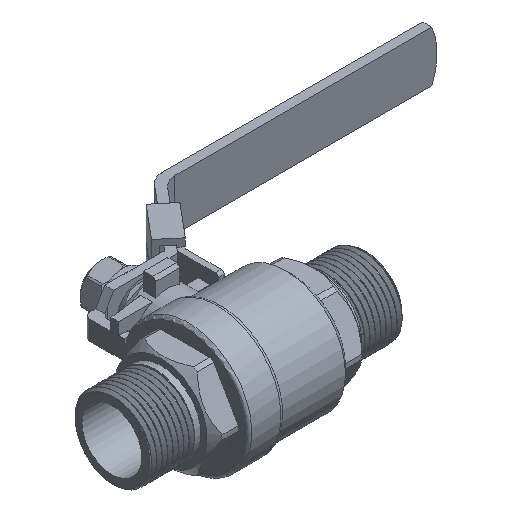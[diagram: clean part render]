
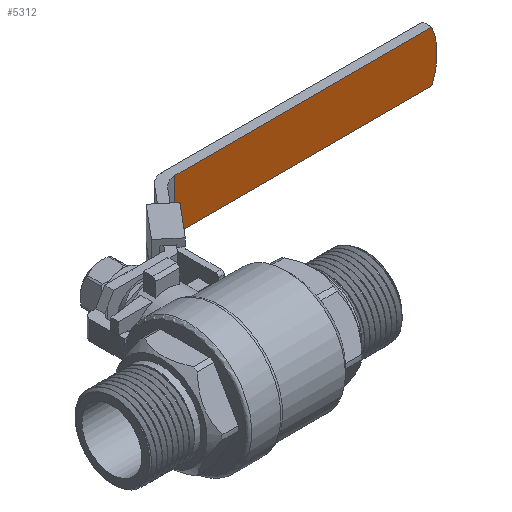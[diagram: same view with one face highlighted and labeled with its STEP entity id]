
A CAD part, isometric view. The second image highlights one B-rep face of the part: STEP entity #5312.
In plain terms, the highlighted planar face has unit normal (0, -1, 0).
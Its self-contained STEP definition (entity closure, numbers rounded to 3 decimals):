
#629=CIRCLE('',#5588,21.);
#1918=ORIENTED_EDGE('',*,*,#3004,.T.);
#1919=ORIENTED_EDGE('',*,*,#2957,.T.);
#1920=ORIENTED_EDGE('',*,*,#3007,.F.);
#1921=ORIENTED_EDGE('',*,*,#2993,.T.);
#2957=EDGE_CURVE('',#3626,#3629,#629,.T.);
#2993=EDGE_CURVE('',#3654,#3653,#3986,.T.);
#3004=EDGE_CURVE('',#3653,#3626,#3995,.T.);
#3007=EDGE_CURVE('',#3654,#3629,#3998,.T.);
#3626=VERTEX_POINT('',#17457);
#3629=VERTEX_POINT('',#17462);
#3653=VERTEX_POINT('',#17538);
#3654=VERTEX_POINT('',#17540);
#3986=LINE('',#17539,#4289);
#3995=LINE('',#17558,#4298);
#3998=LINE('',#17563,#4301);
#4289=VECTOR('',#6339,1000.);
#4298=VECTOR('',#6366,1000.);
#4301=VECTOR('',#6373,1000.);
#4608=EDGE_LOOP('',(#1918,#1919,#1920,#1921));
#4909=FACE_BOUND('',#4608,.T.);
#5079=PLANE('',#5619);
#5312=ADVANCED_FACE('',(#4909),#5079,.F.);
#5588=AXIS2_PLACEMENT_3D('',#17463,#6274,#6275);
#5619=AXIS2_PLACEMENT_3D('',#17562,#6371,#6372);
#6274=DIRECTION('',(0.,-1.,0.));
#6275=DIRECTION('',(0.,0.,1.));
#6339=DIRECTION('',(0.,0.,-1.));
#6366=DIRECTION('',(1.,0.,0.));
#6371=DIRECTION('',(0.,1.,0.));
#6372=DIRECTION('',(0.,0.,1.));
#6373=DIRECTION('',(1.,0.,0.));
#17457=CARTESIAN_POINT('',(121.203,57.5,-8.5));
#17462=CARTESIAN_POINT('',(121.203,57.5,8.5));
#17463=CARTESIAN_POINT('',(102.,57.5,0.));
#17538=CARTESIAN_POINT('',(35.396,57.5,-8.5));
#17539=CARTESIAN_POINT('',(35.396,57.5,8.5));
#17540=CARTESIAN_POINT('',(35.396,57.5,8.5));
#17558=CARTESIAN_POINT('',(35.396,57.5,-8.5));
#17562=CARTESIAN_POINT('',(35.396,57.5,8.5));
#17563=CARTESIAN_POINT('',(35.396,57.5,8.5));
